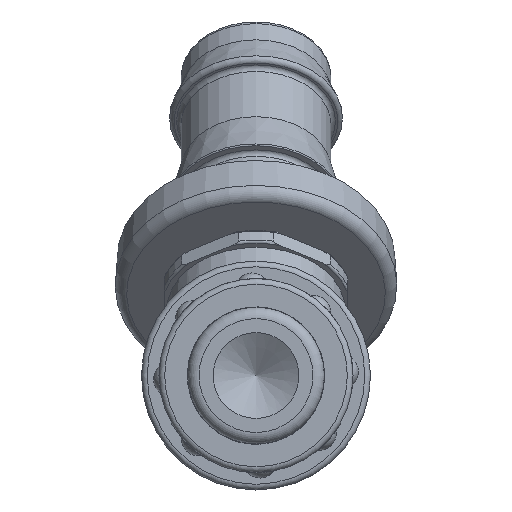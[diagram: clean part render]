
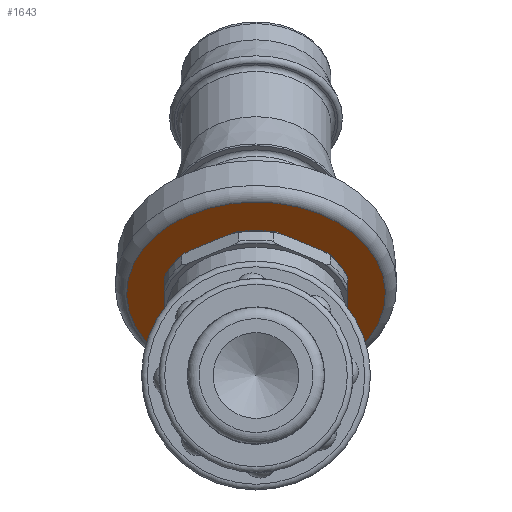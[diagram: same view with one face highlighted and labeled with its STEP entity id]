
A CAD part, left-side view. The second image highlights one B-rep face of the part: STEP entity #1643.
In plain terms, the highlighted planar face has unit normal (-0.707, 0, -0.707).
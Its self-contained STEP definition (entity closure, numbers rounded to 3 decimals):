
#108=FACE_BOUND('',#297,.T.);
#130=PLANE('',#1771);
#190=FACE_OUTER_BOUND('',#296,.T.);
#296=EDGE_LOOP('',(#1073));
#297=EDGE_LOOP('',(#1074));
#541=CIRCLE('',#1772,11.301);
#542=CIRCLE('',#1773,7.175);
#671=VERTEX_POINT('',#2551);
#672=VERTEX_POINT('',#2553);
#829=EDGE_CURVE('',#671,#671,#541,.T.);
#830=EDGE_CURVE('',#672,#672,#542,.T.);
#1073=ORIENTED_EDGE('',*,*,#829,.F.);
#1074=ORIENTED_EDGE('',*,*,#830,.F.);
#1643=ADVANCED_FACE('',(#190,#108),#130,.T.);
#1771=AXIS2_PLACEMENT_3D('',#2550,#2023,#2024);
#1772=AXIS2_PLACEMENT_3D('',#2552,#2025,#2026);
#1773=AXIS2_PLACEMENT_3D('',#2554,#2027,#2028);
#2023=DIRECTION('center_axis',(-0.707,0.,
-0.707));
#2024=DIRECTION('ref_axis',(-0.605,0.517,0.605));
#2025=DIRECTION('center_axis',(0.707,0.,
0.707));
#2026=DIRECTION('ref_axis',(-0.605,0.517,0.605));
#2027=DIRECTION('center_axis',(-0.707,0.,
-0.707));
#2028=DIRECTION('ref_axis',(0.707,0.,-0.707));
#2550=CARTESIAN_POINT('Origin',(51.179,0.,
7.168));
#2551=CARTESIAN_POINT('',(58.017,-5.847,0.329));
#2552=CARTESIAN_POINT('Origin',(51.179,0.,
7.168));
#2553=CARTESIAN_POINT('',(46.105,0.,12.242));
#2554=CARTESIAN_POINT('Origin',(51.179,0.,
7.168));
